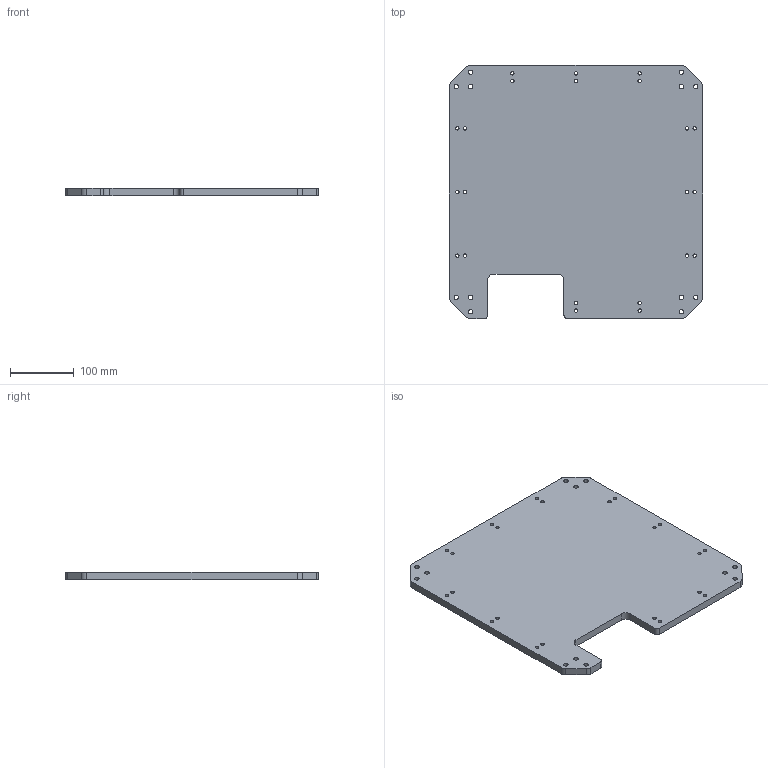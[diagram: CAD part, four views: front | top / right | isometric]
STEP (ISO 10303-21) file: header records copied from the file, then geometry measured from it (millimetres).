
FILE_DESCRIPTION( ( 'Unknown' ), '1' );
FILE_NAME( 'Bed-MDF.stp', 'Unknown', ( 'Ed Sells' ), ( 'University of Bath' ), 'XStep 1.0', 'Solid Edge v19', ' ' );
FILE_SCHEMA( ( 'CONFIG_CONTROL_DESIGN' ) );
Length unit declared in the file: millimetre
Products named in the file (1): 1
Bounding box: 397.74 x 397.74 x 12 mm (x, y, z)
Volume: 1766118.6 mm3; surface area: 321759 mm2
Topology: 1 solids, 1 shells, 60 faces, 196 edges, 138 vertices
Faces by surface type: cylinder 46, plane 14
Full cylindrical faces by diameter (mm): 5.4 x22, 7 x12
Entity records: 2040 total; most frequent: DIRECTION 354, CARTESIAN_POINT 317, ORIENTED_EDGE 280, EDGE_LOOP 162, AXIS2_PLACEMENT_3D 153, EDGE_CURVE 140, VERTEX_POINT 116, FACE_OUTER_BOUND 94
